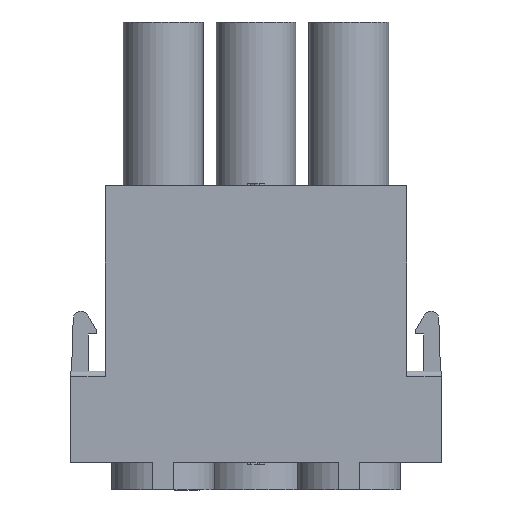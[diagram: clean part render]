
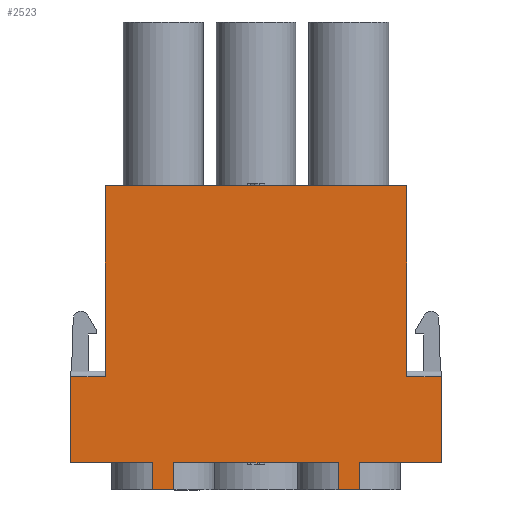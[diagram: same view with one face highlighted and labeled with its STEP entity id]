
A CAD part, front view. The second image highlights one B-rep face of the part: STEP entity #2523.
In plain terms, the highlighted planar face has unit normal (0, -1, 0).
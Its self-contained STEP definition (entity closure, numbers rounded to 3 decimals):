
#2112=FACE_OUTER_BOUND('',#3494,.T.);
#2523=ADVANCED_FACE('',(#2112),#2920,.T.);
#2920=PLANE('',#9110);
#3494=EDGE_LOOP('',(#4671,#4672,#4673,#4674,#4675,#4676,#4677,#4678,#4679,
#4680,#4681,#4682,#4683,#4684,#4685,#4686));
#4671=ORIENTED_EDGE('',*,*,#7226,.F.);
#4672=ORIENTED_EDGE('',*,*,#6716,.T.);
#4673=ORIENTED_EDGE('',*,*,#7195,.T.);
#4674=ORIENTED_EDGE('',*,*,#7196,.T.);
#4675=ORIENTED_EDGE('',*,*,#6730,.T.);
#4676=ORIENTED_EDGE('',*,*,#7202,.F.);
#4677=ORIENTED_EDGE('',*,*,#6759,.T.);
#4678=ORIENTED_EDGE('',*,*,#7163,.T.);
#4679=ORIENTED_EDGE('',*,*,#7164,.T.);
#4680=ORIENTED_EDGE('',*,*,#6707,.T.);
#4681=ORIENTED_EDGE('',*,*,#7219,.T.);
#4682=ORIENTED_EDGE('',*,*,#7218,.F.);
#4683=ORIENTED_EDGE('',*,*,#7222,.F.);
#4684=ORIENTED_EDGE('',*,*,#7224,.T.);
#4685=ORIENTED_EDGE('',*,*,#7225,.T.);
#4686=ORIENTED_EDGE('',*,*,#7215,.F.);
#5989=VERTEX_POINT('',#10736);
#5990=VERTEX_POINT('',#10738);
#5998=VERTEX_POINT('',#10756);
#5999=VERTEX_POINT('',#10757);
#6012=VERTEX_POINT('',#10787);
#6013=VERTEX_POINT('',#10789);
#6039=VERTEX_POINT('',#10850);
#6040=VERTEX_POINT('',#10852);
#6367=VERTEX_POINT('',#12864);
#6386=VERTEX_POINT('',#12925);
#6394=VERTEX_POINT('',#12960);
#6398=VERTEX_POINT('',#12968);
#6399=VERTEX_POINT('',#12970);
#6400=VERTEX_POINT('',#12973);
#6401=VERTEX_POINT('',#12980);
#6402=VERTEX_POINT('',#12984);
#6707=EDGE_CURVE('',#5990,#5989,#7770,.T.);
#6716=EDGE_CURVE('',#5998,#5999,#7779,.T.);
#6730=EDGE_CURVE('',#6013,#6012,#7785,.T.);
#6759=EDGE_CURVE('',#6040,#6039,#7812,.T.);
#7163=EDGE_CURVE('',#6039,#6367,#7982,.T.);
#7164=EDGE_CURVE('',#6367,#5990,#7983,.T.);
#7195=EDGE_CURVE('',#5999,#6386,#8011,.T.);
#7196=EDGE_CURVE('',#6386,#6013,#8012,.T.);
#7202=EDGE_CURVE('',#6040,#6012,#8018,.T.);
#7215=EDGE_CURVE('',#6398,#6399,#8023,.T.);
#7218=EDGE_CURVE('',#6400,#6394,#8024,.T.);
#7219=EDGE_CURVE('',#5989,#6394,#8025,.T.);
#7222=EDGE_CURVE('',#6401,#6400,#8027,.T.);
#7224=EDGE_CURVE('',#6401,#6402,#8028,.T.);
#7225=EDGE_CURVE('',#6402,#6399,#8029,.T.);
#7226=EDGE_CURVE('',#5998,#6398,#8030,.T.);
#7770=LINE('',#10737,#8291);
#7779=LINE('',#10755,#8300);
#7785=LINE('',#10788,#8306);
#7812=LINE('',#10851,#8333);
#7982=LINE('',#12865,#8508);
#7983=LINE('',#12867,#8509);
#8011=LINE('',#12926,#8537);
#8012=LINE('',#12928,#8538);
#8018=LINE('',#12939,#8544);
#8023=LINE('',#12969,#8549);
#8024=LINE('',#12974,#8550);
#8025=LINE('',#12976,#8551);
#8027=LINE('',#12981,#8553);
#8028=LINE('',#12985,#8554);
#8029=LINE('',#12987,#8555);
#8030=LINE('',#12989,#8556);
#8291=VECTOR('',#9315,1.);
#8300=VECTOR('',#9326,1.);
#8306=VECTOR('',#9356,1.);
#8333=VECTOR('',#9401,1.);
#8508=VECTOR('',#9822,1.);
#8509=VECTOR('',#9825,1.);
#8537=VECTOR('',#9877,1.);
#8538=VECTOR('',#9880,1.);
#8544=VECTOR('',#9896,1.);
#8549=VECTOR('',#9927,1.);
#8550=VECTOR('',#9932,1.);
#8551=VECTOR('',#9935,1.);
#8553=VECTOR('',#9941,1.);
#8554=VECTOR('',#9946,1.);
#8555=VECTOR('',#9949,1.);
#8556=VECTOR('',#9952,1.);
#9110=AXIS2_PLACEMENT_3D('',#12990,#9953,#9954);
#9315=DIRECTION('',(1.,0.,0.));
#9326=DIRECTION('',(1.,0.,0.));
#9356=DIRECTION('',(0.,0.,1.));
#9401=DIRECTION('',(0.,0.,-1.));
#9822=DIRECTION('',(-1.,0.,0.));
#9825=DIRECTION('',(0.,0.,-1.));
#9877=DIRECTION('',(0.,0.,1.));
#9880=DIRECTION('',(-1.,0.,0.));
#9896=DIRECTION('',(1.,0.,0.));
#9927=DIRECTION('',(-1.,0.,0.));
#9932=DIRECTION('',(-1.,0.,0.));
#9935=DIRECTION('',(0.,0.,-1.));
#9941=DIRECTION('',(0.,0.,-1.));
#9946=DIRECTION('',(1.,0.,0.));
#9949=DIRECTION('',(0.,0.,-1.));
#9952=DIRECTION('',(0.,0.,-1.));
#9953=DIRECTION('',(0.,-1.,0.));
#9954=DIRECTION('',(-1.,0.,0.));
#10736=CARTESIAN_POINT('',(-9.47,-6.75,-26.646));
#10737=CARTESIAN_POINT('',(-17.3,-6.75,-26.646));
#10738=CARTESIAN_POINT('',(-17.,-6.75,-26.646));
#10755=CARTESIAN_POINT('',(-17.3,-6.75,-26.646));
#10756=CARTESIAN_POINT('',(9.47,-6.75,-26.646));
#10757=CARTESIAN_POINT('',(17.,-6.75,-26.646));
#10787=CARTESIAN_POINT('',(13.8,-6.75,-1.246));
#10788=CARTESIAN_POINT('',(13.8,-6.75,-18.746));
#10789=CARTESIAN_POINT('',(13.8,-6.75,-18.746));
#10850=CARTESIAN_POINT('',(-13.8,-6.75,-18.746));
#10851=CARTESIAN_POINT('',(-13.8,-6.75,-1.746));
#10852=CARTESIAN_POINT('',(-13.8,-6.75,-1.246));
#12864=CARTESIAN_POINT('',(-17.,-6.75,-18.746));
#12865=CARTESIAN_POINT('',(-13.8,-6.75,-18.746));
#12867=CARTESIAN_POINT('',(-17.,-6.75,-18.746));
#12925=CARTESIAN_POINT('',(17.,-6.75,-18.746));
#12926=CARTESIAN_POINT('',(17.,-6.75,-26.146));
#12928=CARTESIAN_POINT('',(17.,-6.75,-18.746));
#12939=CARTESIAN_POINT('',(-14.245,-6.75,-1.246));
#12960=CARTESIAN_POINT('',(-9.47,-6.75,-29.146));
#12968=CARTESIAN_POINT('',(9.47,-6.75,-29.146));
#12969=CARTESIAN_POINT('',(10.811,-6.75,-29.146));
#12970=CARTESIAN_POINT('',(7.53,-6.75,-29.146));
#12973=CARTESIAN_POINT('',(-7.53,-6.75,-29.146));
#12974=CARTESIAN_POINT('',(-6.189,-6.75,-29.146));
#12976=CARTESIAN_POINT('',(-9.47,-6.75,-26.646));
#12980=CARTESIAN_POINT('',(-7.53,-6.75,-26.646));
#12981=CARTESIAN_POINT('',(-7.53,-6.75,-26.646));
#12984=CARTESIAN_POINT('',(7.53,-6.75,-26.646));
#12985=CARTESIAN_POINT('',(-17.3,-6.75,-26.646));
#12987=CARTESIAN_POINT('',(7.53,-6.75,-26.646));
#12989=CARTESIAN_POINT('',(9.47,-6.75,-26.646));
#12990=CARTESIAN_POINT('',(10.811,-6.75,-26.646));
